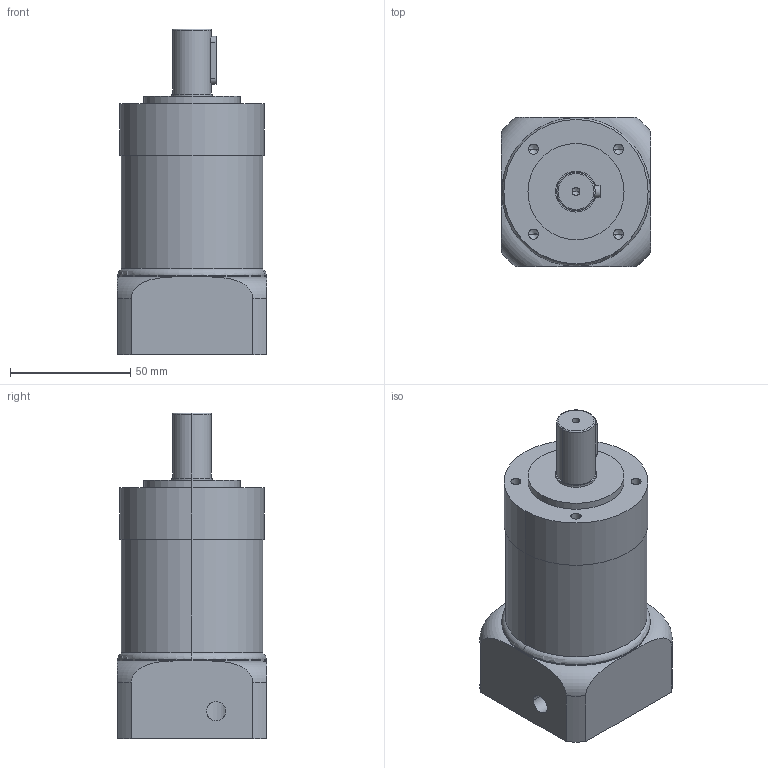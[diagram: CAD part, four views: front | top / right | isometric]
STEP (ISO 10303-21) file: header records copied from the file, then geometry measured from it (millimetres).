
FILE_DESCRIPTION (( 'STEP AP214' ), '1' );
FILE_NAME ('DL060-L2-XX-14-50-70-M5_2019.STEP', '2019-03-14T08:41:28', ( 'Y' ), ( 'NCU' ), 'SwSTEP 2.0', 'SolidWorks 2016', '' );
FILE_SCHEMA (( 'AUTOMOTIVE_DESIGN' ));
Length unit declared in the file: millimetre
Products named in the file (1): DL060-L2-XX-14-50-70-M5_2019
Bounding box: 62 x 62 x 135.5 mm (x, y, z)
Volume: 294811.4 mm3; surface area: 44403.9 mm2
Topology: 1 solids, 1 shells, 172 faces, 426 edges, 264 vertices
Faces by surface type: cylinder 78, plane 62, cone 26, torus 6
Entity records: 6253 total; most frequent: CARTESIAN_POINT 1369, DIRECTION 915, ORIENTED_EDGE 816, EDGE_CURVE 408, AXIS2_PLACEMENT_3D 354, VERTEX_POINT 264, LINE 207, VECTOR 207
